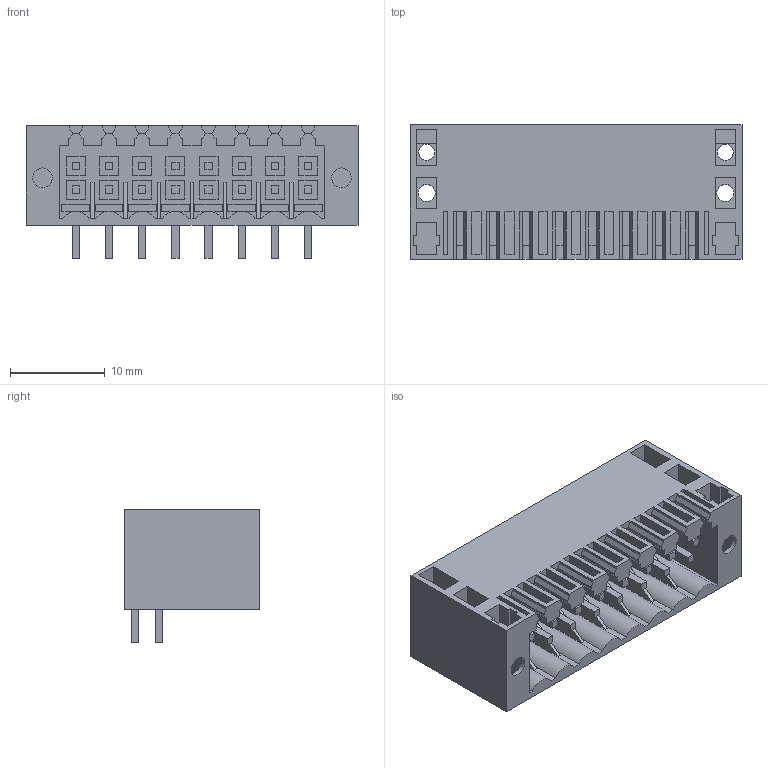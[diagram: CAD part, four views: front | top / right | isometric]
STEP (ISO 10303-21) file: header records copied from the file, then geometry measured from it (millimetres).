
FILE_DESCRIPTION(('CATIA V5 STEP Exchange','CAx-IF Rec.Pracs.--- Model Styling and Organization---1.4--- 2014-01-23'),'2;1');
FILE_NAME ('D1455092_0_1728520000_1728520000.stp','2020-09-23T14:13:56+00:00',('none'),('Weidmueller'),'CATIA Version 5-6 Release 2016 SP3 HF44','CATIA V5 STEP AP214','none');
FILE_SCHEMA(('AUTOMOTIVE_DESIGN { 1 0 10303 214 1 1 1 1 }'));
Length unit declared in the file: millimetre
Products named in the file (1): 1728520000
Bounding box: 35 x 14.2 x 14 mm (x, y, z)
Volume: 2504.8 mm3; surface area: 5436.1 mm2
Topology: 1 solids, 1 shells, 830 faces, 2430 edges, 1659 vertices
Faces by surface type: plane 798, cylinder 32
Entity records: 26200 total; most frequent: ORIENTED_EDGE 4860, CARTESIAN_POINT 4630, DIRECTION 3425, EDGE_CURVE 2430, VECTOR 2350, LINE 2350, VERTEX_POINT 1659, EDGE_LOOP 903
